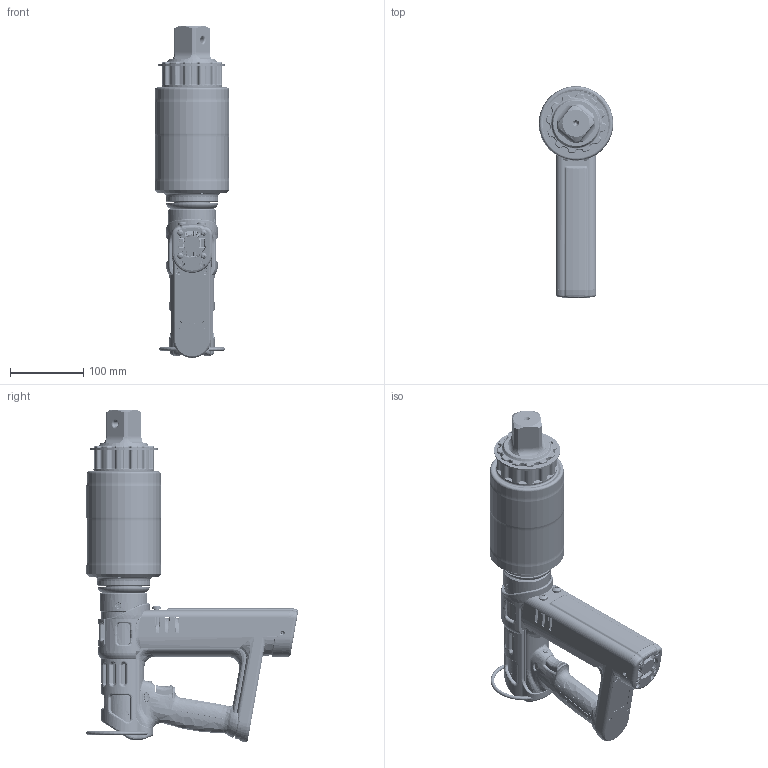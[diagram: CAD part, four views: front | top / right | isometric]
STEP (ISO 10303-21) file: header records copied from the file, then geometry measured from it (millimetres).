
FILE_DESCRIPTION((''),'2;1');
FILE_NAME('EXT_COMP_SW0013','2020-05-04T09:22:13',('INEdipo'),(''),'CREO PARAMETRIC BY PTC INC, 2018100','CREO PARAMETRIC BY PTC INC, 2018100','');
FILE_SCHEMA(('CONFIG_CONTROL_DESIGN','SHAPE_APPEARANCE_LAYERS_GROUPS'));
Length unit declared in the file: inch
Products named in the file (1): EXT_COMP_SW0013
Bounding box: 101.97 x 290.07 x 454.35 mm (x, y, z)
Volume: 2860453.5 mm3; surface area: 356345 mm2
Topology: 2 solids, 6 shells, 5520 faces, 14501 edges, 8723 vertices
Faces by surface type: cylinder 1465, plane 1332, bspline 1149, extrusion 1013, cone 297, torus 237, sphere 25, revolution 2
Entity records: 305124 total; most frequent: CARTESIAN_POINT 158185, ORIENTED_EDGE 28962, DIRECTION 20317, EDGE_CURVE 14481, VERTEX_POINT 8721, AXIS2_PLACEMENT_3D 7269, B_SPLINE_CURVE_WITH_KNOTS 6820, EDGE_LOOP 5810
